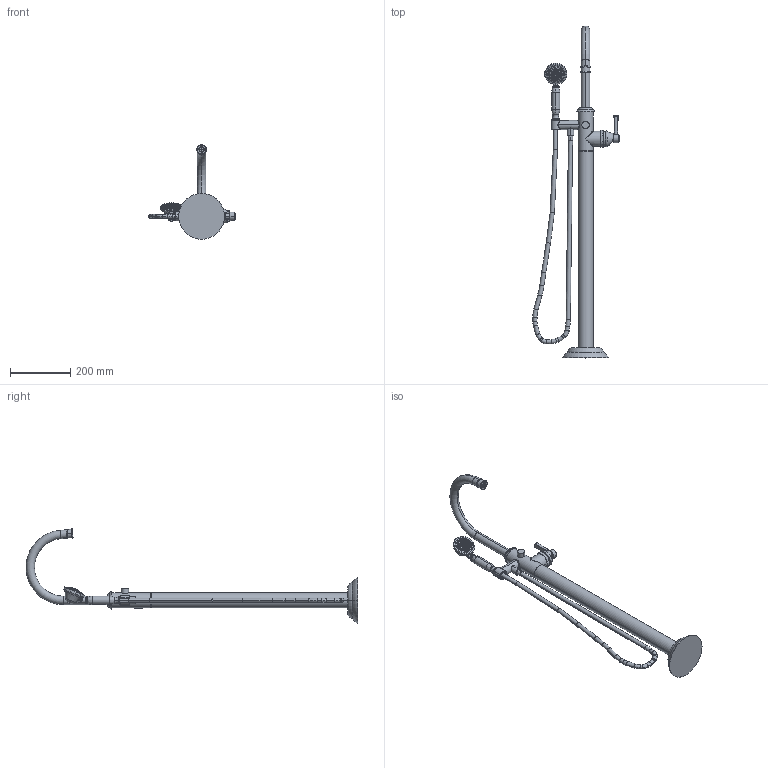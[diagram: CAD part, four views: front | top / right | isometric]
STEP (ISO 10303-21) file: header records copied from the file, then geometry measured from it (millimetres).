
FILE_DESCRIPTION((''),'2;1');
FILE_NAME('910-4261','2024-06-13T19:13:23',('nehatek'),(''),'CREO PARAMETRIC BY PTC INC, 2023134','CREO PARAMETRIC BY PTC INC, 2023134','');
FILE_SCHEMA(('CONFIG_CONTROL_DESIGN'));
Length unit declared in the file: inch
Products named in the file (1): 910-4261
Bounding box: 286.61 x 1099.88 x 313.25 mm (x, y, z)
Volume: 2942236.7 mm3; surface area: 332933.4 mm2
Topology: 1 solids, 1 shells, 594 faces, 1353 edges, 832 vertices
Faces by surface type: cylinder 245, torus 103, plane 94, cone 79, bspline 61, sphere 12
Entity records: 28086 total; most frequent: CARTESIAN_POINT 15392, ORIENTED_EDGE 2690, DIRECTION 2499, EDGE_CURVE 1345, AXIS2_PLACEMENT_3D 1041, VERTEX_POINT 832, EDGE_LOOP 675, FACE_OUTER_BOUND 594
